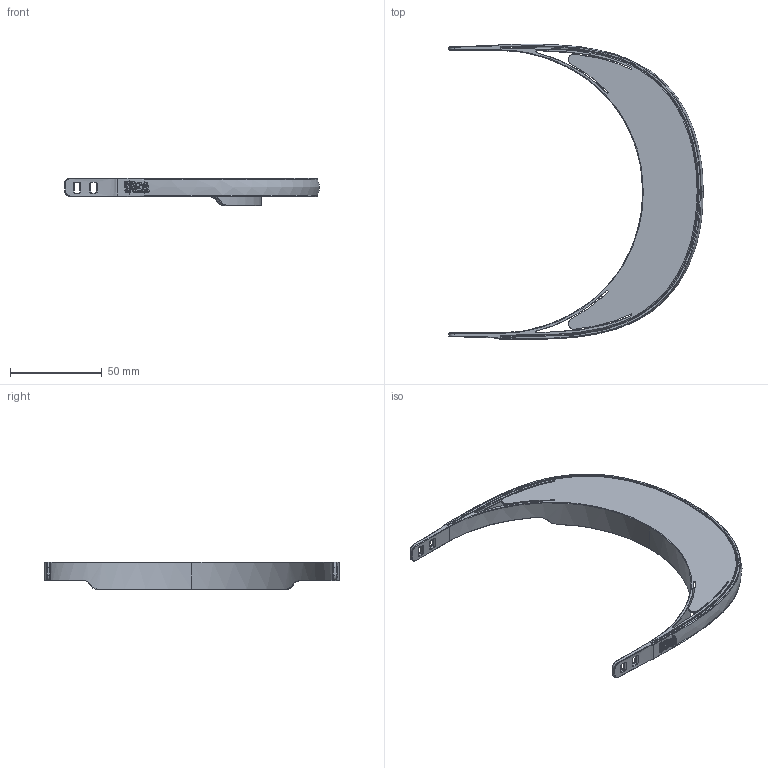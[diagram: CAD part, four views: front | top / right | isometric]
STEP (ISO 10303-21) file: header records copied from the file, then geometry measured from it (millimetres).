
FILE_DESCRIPTION(/* description */ (''),/* implementation_level */ '2;1');
FILE_NAME(/* name */ 'FACE-S~1',/* time_stamp */ '2020-05-18T09:44:20-04:00',/* author */ (''),/* organization */ (''),/* preprocessor_version */ 'ST-DEVELOPER v16.5',/* originating_system */ '',/* authorisation */ '');
FILE_SCHEMA (('AUTOMOTIVE_DESIGN'));
Length unit declared in the file: millimetre
Products named in the file (1): Document
Bounding box: 138.93 x 161.36 x 15 mm (x, y, z)
Surface area: 29776.9 mm2 (no closed solid volume)
Topology: 0 solids, 3 shells, 410 faces, 1090 edges, 676 vertices
Faces by surface type: bspline 295, plane 115
Entity records: 23758 total; most frequent: CARTESIAN_POINT 16967, ORIENTED_EDGE 2128, EDGE_CURVE 1082, B_SPLINE_CURVE_WITH_KNOTS 1010, VERTEX_POINT 676, EDGE_LOOP 432, ADVANCED_FACE 408, FACE_OUTER_BOUND 408
